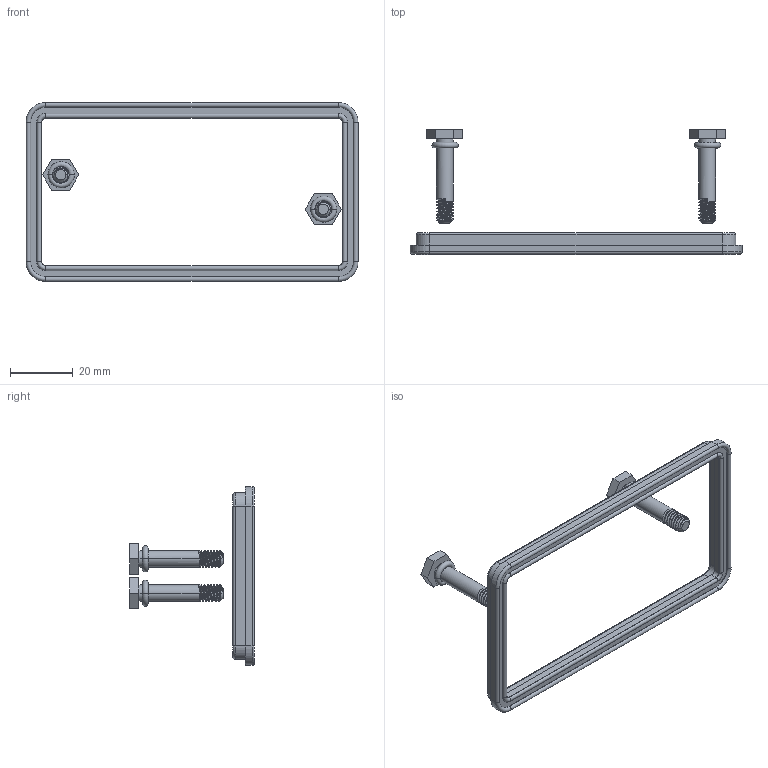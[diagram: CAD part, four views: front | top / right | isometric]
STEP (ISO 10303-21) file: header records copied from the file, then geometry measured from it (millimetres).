
FILE_DESCRIPTION(/* description */ (''),/* implementation_level */ '2;1');
FILE_NAME(/* name */ '3D_1110100208001_HC10B-CV-2S_2_V1.0_stp.stp',/* time_stamp */ '2023-12-12T14:14:26+08:00',/* author */ (''),/* organization */ (''),/* preprocessor_version */ 'ST-DEVELOPER v18.1',/* originating_system */ 'SIEMENS PLM Software NX 1980',/* authorisation */ '');
FILE_SCHEMA (('AUTOMOTIVE_DESIGN { 1 0 10303 214 3 1 1 1 }'));
Length unit declared in the file: millimetre
Products named in the file (1): 3D_1110100208001_HC10B-CV-2S_2_V1.0_stp
Bounding box: 106.24 x 39.94 x 57.24 mm (x, y, z)
Volume: 7244.9 mm3; surface area: 8757.7 mm2
Topology: 3 solids, 3 shells, 147 faces, 364 edges, 228 vertices
Faces by surface type: cylinder 66, plane 45, torus 20, bspline 12, cone 4
Entity records: 8731 total; most frequent: CARTESIAN_POINT 5385, ORIENTED_EDGE 728, DIRECTION 626, EDGE_CURVE 364, AXIS2_PLACEMENT_3D 238, VERTEX_POINT 228, EDGE_LOOP 154, LINE 150
